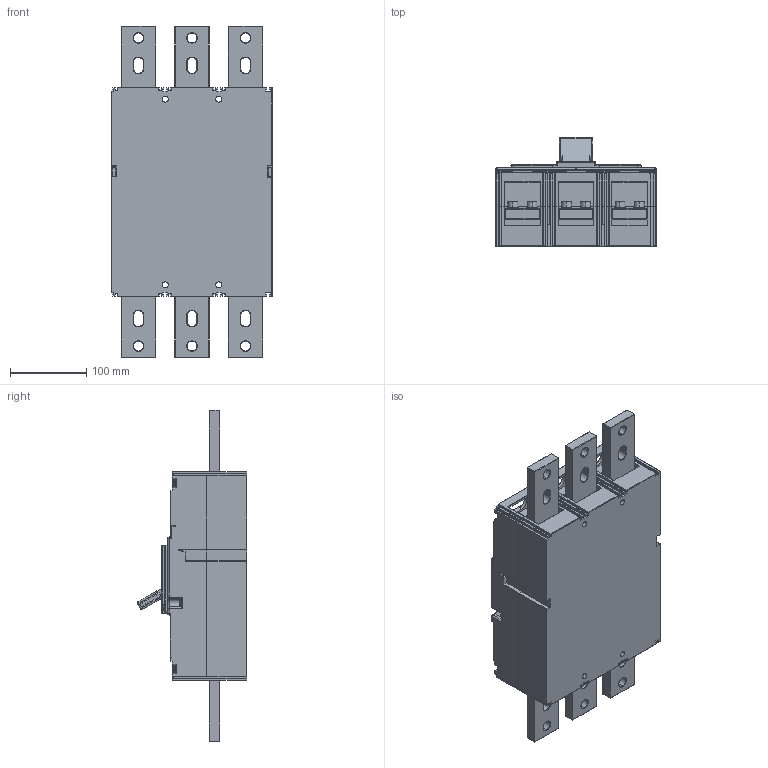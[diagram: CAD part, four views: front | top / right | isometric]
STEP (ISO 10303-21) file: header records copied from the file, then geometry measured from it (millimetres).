
FILE_DESCRIPTION((''),'2;1');
FILE_NAME('ASM0001A_ASM_1_1_ASM','2021-11-02T',('marketing.praksa'),('Audax d.o.o.'),'CREO PARAMETRIC BY PTC INC, 2017480','CREO PARAMETRIC BY PTC INC, 2017480','');
FILE_SCHEMA(('AUTOMOTIVE_DESIGN { 1 0 10303 214 1 1 1 1 }'));
Products named in the file (47): EB2_1000_4LE_1000A_4P_1_1; PRT9567_1_1_2_3_1; PRT9567_1_1_2_3_2; PRT9567_1_1_2_3_3; PRT9567_1_1_2_3_4; PRT9567_1_1_2_3_5; PRT9567_1_1_2_3_6; PRT9567_1_1_2_3_7; PRT9567_1_1_2_3_8; PRT9567_1_1_2_3_9; PRT9567_1_1_2_3_10; PRT9567_1_1_2_3_11; PRT9567_1_1_2_3_12; PRT9567_1_1_2_3_ASM; PRT9568_1_1_2_3_1; PRT9568_1_1_2_3_2; PRT9568_1_1_2_3_3; PRT9568_1_1_2_3_4; PRT9568_1_1_2_3_5; PRT9568_1_1_2_3_6; PRT9568_1_1_2_3_ASM; PRT9570_1_1_2; PRT9571_1_1; PRT9572_1_1; BLACK_1_1; 6S_1_1_2_2; 6S_1_1_2_3; 6S_1_1_2_5; 6S_1_1_2_6; 6S_1_1_2_ASM; 2S_1_1_2_1; 2S_1_1_2_2; 2S_1_1_2_ASM; 2DS_1_1_2_1; 2DS_1_1_2_2; 2DS_1_1_2_ASM; PRT9575_1_1_2_1; PRT9575_1_1_2_2; PRT9575_1_1_2_ASM; PRT9576_1_1 ...
Assembly tree (46 placements, depth 3):
  ASM0001A_ASM_1_1_ASM
    EB2_1000_4LE_1000A_4P_1_1
    PRT9567_1_1_2_3_ASM
      PRT9567_1_1_2_3_1
      PRT9567_1_1_2_3_2
      PRT9567_1_1_2_3_3
      PRT9567_1_1_2_3_4
      PRT9567_1_1_2_3_5
      PRT9567_1_1_2_3_6
      PRT9567_1_1_2_3_7
      PRT9567_1_1_2_3_8
      PRT9567_1_1_2_3_9
      PRT9567_1_1_2_3_10
      PRT9567_1_1_2_3_11
      PRT9567_1_1_2_3_12
    PRT9568_1_1_2_3_ASM
      PRT9568_1_1_2_3_1
      PRT9568_1_1_2_3_2
      PRT9568_1_1_2_3_3
      PRT9568_1_1_2_3_4
      PRT9568_1_1_2_3_5
      PRT9568_1_1_2_3_6
    PRT9570_1_1_2
    PRT9571_1_1
    PRT9572_1_1
    BLACK_1_1
    6S_1_1_2_ASM
      6S_1_1_2_2
      6S_1_1_2_3
      6S_1_1_2_5
      6S_1_1_2_6
    2S_1_1_2_ASM
      2S_1_1_2_1
      2S_1_1_2_2
    2DS_1_1_2_ASM
      2DS_1_1_2_1
      2DS_1_1_2_2
    PRT9575_1_1_2_ASM
      PRT9575_1_1_2_1
      PRT9575_1_1_2_2
    PRT9576_1_1
    PRT9577_1_1_2_ASM
      PRT9577_1_1_2_1
      PRT9577_1_1_2_2
      PRT9577_1_1_2_3
    PRT0035_1_1
    PRT9571_1_2_1_1
Bounding box: 210 x 142.64 x 433 mm (x, y, z)
Volume: 5604317.8 mm3; surface area: 550261.6 mm2
Topology: 37 solids, 39 shells, 3015 faces, 7809 edges, 4772 vertices
Faces by surface type: plane 1404, cylinder 1006, torus 355, sphere 191, bspline 35, cone 24
Entity records: 126578 total; most frequent: CARTESIAN_POINT 21877, DIRECTION 15718, ORIENTED_EDGE 15142, PRESENTATION_STYLE_ASSIGNMENT 8454, STYLED_ITEM 8454, CURVE_STYLE 7599, EDGE_CURVE 7599, AXIS2_PLACEMENT_3D 5613
